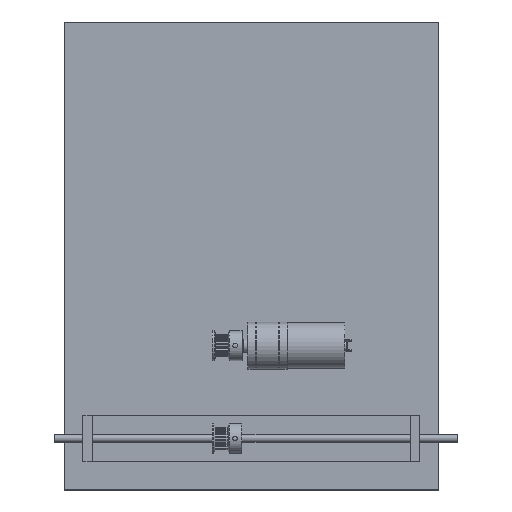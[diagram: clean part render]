
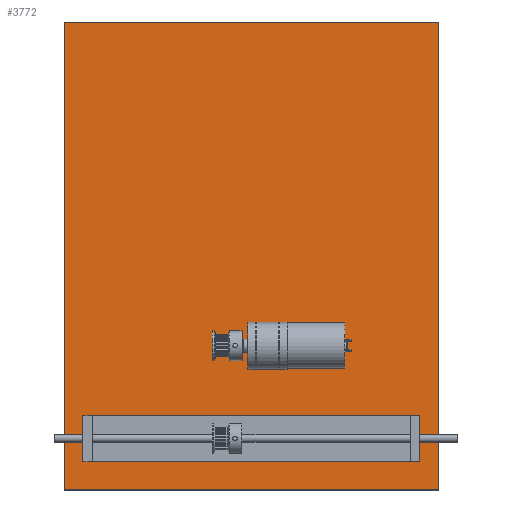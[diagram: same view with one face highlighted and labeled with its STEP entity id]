
A CAD part, top view. The second image highlights one B-rep face of the part: STEP entity #3772.
In plain terms, the highlighted planar face has unit normal (0, 0, 1).
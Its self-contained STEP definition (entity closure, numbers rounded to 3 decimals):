
#180=PLANE('',#4351);
#422=FACE_OUTER_BOUND('',#680,.T.);
#680=EDGE_LOOP('',(#3358,#3359,#3360,#3361));
#913=LINE('',#6862,#1154);
#916=LINE('',#6868,#1157);
#919=LINE('',#6874,#1160);
#922=LINE('',#6878,#1163);
#1154=VECTOR('',#5592,10.);
#1157=VECTOR('',#5597,10.);
#1160=VECTOR('',#5602,10.);
#1163=VECTOR('',#5607,10.);
#1782=VERTEX_POINT('',#6859);
#1783=VERTEX_POINT('',#6861);
#1785=VERTEX_POINT('',#6867);
#1787=VERTEX_POINT('',#6873);
#2304=EDGE_CURVE('',#1783,#1782,#913,.T.);
#2307=EDGE_CURVE('',#1785,#1783,#916,.T.);
#2310=EDGE_CURVE('',#1787,#1785,#919,.T.);
#2313=EDGE_CURVE('',#1782,#1787,#922,.T.);
#3358=ORIENTED_EDGE('',*,*,#2313,.T.);
#3359=ORIENTED_EDGE('',*,*,#2310,.T.);
#3360=ORIENTED_EDGE('',*,*,#2307,.T.);
#3361=ORIENTED_EDGE('',*,*,#2304,.T.);
#3772=ADVANCED_FACE('',(#422),#180,.T.);
#4351=AXIS2_PLACEMENT_3D('',#6879,#5608,#5609);
#5592=DIRECTION('',(0.,1.,0.));
#5597=DIRECTION('',(1.,0.,0.));
#5602=DIRECTION('',(0.,-1.,0.));
#5607=DIRECTION('',(-1.,0.,0.));
#5608=DIRECTION('center_axis',(0.,0.,1.));
#5609=DIRECTION('ref_axis',(1.,0.,0.));
#6859=CARTESIAN_POINT('',(101.85,172.9,-12.));
#6861=CARTESIAN_POINT('',(101.85,-77.1,-12.));
#6862=CARTESIAN_POINT('',(101.85,172.9,-12.));
#6867=CARTESIAN_POINT('',(-98.15,-77.1,-12.));
#6868=CARTESIAN_POINT('',(101.85,-77.1,-12.));
#6873=CARTESIAN_POINT('',(-98.15,172.9,-12.));
#6874=CARTESIAN_POINT('',(-98.15,-77.1,-12.));
#6878=CARTESIAN_POINT('',(-98.15,172.9,-12.));
#6879=CARTESIAN_POINT('Origin',(1.85,47.9,-12.));
